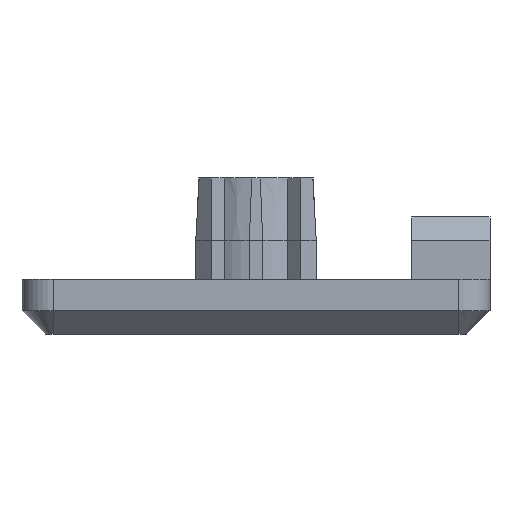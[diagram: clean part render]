
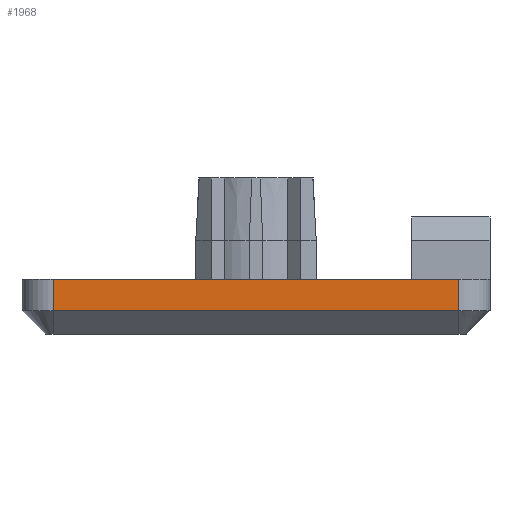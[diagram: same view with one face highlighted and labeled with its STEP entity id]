
A CAD part, front view. The second image highlights one B-rep face of the part: STEP entity #1968.
In plain terms, the highlighted planar face has unit normal (0, -1, 0).
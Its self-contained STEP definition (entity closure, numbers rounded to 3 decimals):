
#190=FACE_OUTER_BOUND('',#308,.T.);
#308=EDGE_LOOP('',(#1673,#1674,#1675,#1676));
#515=LINE('',#3157,#741);
#523=LINE('',#3181,#749);
#524=LINE('',#3183,#750);
#525=LINE('',#3184,#751);
#741=VECTOR('',#2564,1000.);
#749=VECTOR('',#2582,1000.);
#750=VECTOR('',#2583,1000.);
#751=VECTOR('',#2584,1000.);
#919=VERTEX_POINT('',#3155);
#920=VERTEX_POINT('',#3156);
#931=VERTEX_POINT('',#3180);
#932=VERTEX_POINT('',#3182);
#1175=EDGE_CURVE('',#919,#920,#515,.T.);
#1187=EDGE_CURVE('',#920,#931,#523,.F.);
#1188=EDGE_CURVE('',#931,#932,#524,.T.);
#1189=EDGE_CURVE('',#932,#919,#525,.T.);
#1673=ORIENTED_EDGE('',*,*,#1187,.T.);
#1674=ORIENTED_EDGE('',*,*,#1188,.T.);
#1675=ORIENTED_EDGE('',*,*,#1189,.T.);
#1676=ORIENTED_EDGE('',*,*,#1175,.T.);
#1863=PLANE('',#2123);
#1968=ADVANCED_FACE('',(#190),#1863,.F.);
#2123=AXIS2_PLACEMENT_3D('',#3179,#2580,#2581);
#2564=DIRECTION('',(-1.,0.,0.));
#2580=DIRECTION('center_axis',(0.,1.,0.));
#2581=DIRECTION('ref_axis',(-1.,0.,0.));
#2582=DIRECTION('',(0.,0.,1.));
#2583=DIRECTION('',(1.,0.,0.));
#2584=DIRECTION('',(0.,0.,1.));
#3155=CARTESIAN_POINT('',(-126.226,-338.3,-11.75));
#3156=CARTESIAN_POINT('',(-152.226,-338.3,-11.75));
#3157=CARTESIAN_POINT('',(-129.726,-338.3,-11.75));
#3179=CARTESIAN_POINT('Origin',(-129.726,-338.3,-15.25));
#3180=CARTESIAN_POINT('',(-152.226,-338.3,-13.75));
#3181=CARTESIAN_POINT('',(-152.226,-338.3,-15.25));
#3182=CARTESIAN_POINT('',(-126.226,-338.3,-13.75));
#3183=CARTESIAN_POINT('',(-126.226,-338.3,-13.75));
#3184=CARTESIAN_POINT('',(-126.226,-338.3,-15.25));
